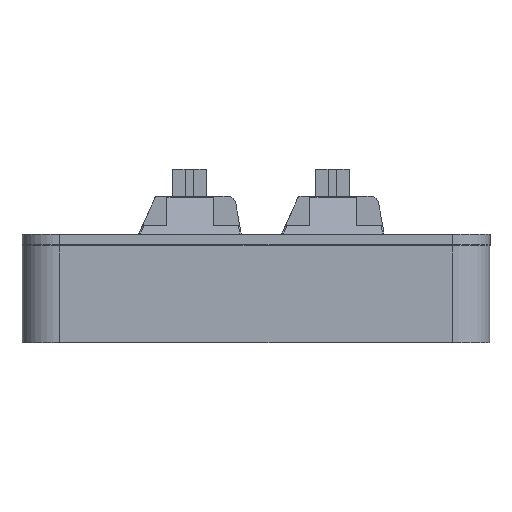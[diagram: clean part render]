
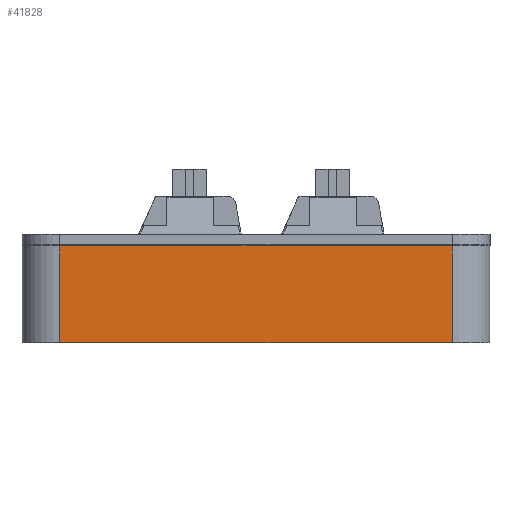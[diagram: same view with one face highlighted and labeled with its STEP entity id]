
A CAD part, left-side view. The second image highlights one B-rep face of the part: STEP entity #41828.
In plain terms, the highlighted planar face has unit normal (-1, 0, 0).
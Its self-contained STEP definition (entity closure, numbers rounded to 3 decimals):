
#5059=FACE_OUTER_BOUND('',#7569,.T.);
#7569=EDGE_LOOP('',(#37857,#37858,#37859,#37860));
#12122=LINE('',#70662,#16678);
#12130=LINE('',#70687,#16686);
#12131=LINE('',#70691,#16687);
#12132=LINE('',#70692,#16688);
#16678=VECTOR('',#56403,10.);
#16686=VECTOR('',#56423,10.);
#16687=VECTOR('',#56428,10.);
#16688=VECTOR('',#56429,10.);
#20494=VERTEX_POINT('',#70659);
#20495=VERTEX_POINT('',#70661);
#20506=VERTEX_POINT('',#70686);
#20507=VERTEX_POINT('',#70690);
#26284=EDGE_CURVE('',#20494,#20495,#12122,.T.);
#26297=EDGE_CURVE('',#20495,#20506,#12130,.T.);
#26299=EDGE_CURVE('',#20507,#20494,#12131,.T.);
#26300=EDGE_CURVE('',#20507,#20506,#12132,.T.);
#37857=ORIENTED_EDGE('',*,*,#26297,.F.);
#37858=ORIENTED_EDGE('',*,*,#26284,.F.);
#37859=ORIENTED_EDGE('',*,*,#26299,.F.);
#37860=ORIENTED_EDGE('',*,*,#26300,.T.);
#39571=PLANE('',#45468);
#41828=ADVANCED_FACE('',(#5059),#39571,.T.);
#45468=AXIS2_PLACEMENT_3D('',#70689,#56426,#56427);
#56403=DIRECTION('',(0.,-1.,0.));
#56423=DIRECTION('',(0.,0.,-1.));
#56426=DIRECTION('center_axis',(-1.,0.,0.));
#56427=DIRECTION('ref_axis',(0.,-1.,0.));
#56428=DIRECTION('',(0.,0.,1.));
#56429=DIRECTION('',(0.,-1.,0.));
#70659=CARTESIAN_POINT('',(-10.5,47.7,13.));
#70661=CARTESIAN_POINT('',(-10.5,-4.5,13.));
#70662=CARTESIAN_POINT('',(-10.5,52.7,13.));
#70686=CARTESIAN_POINT('',(-10.5,-4.5,0.));
#70687=CARTESIAN_POINT('',(-10.5,-4.5,0.));
#70689=CARTESIAN_POINT('Origin',(-10.5,52.7,0.));
#70690=CARTESIAN_POINT('',(-10.5,47.7,0.));
#70691=CARTESIAN_POINT('',(-10.5,47.7,0.));
#70692=CARTESIAN_POINT('',(-10.5,52.7,0.));
